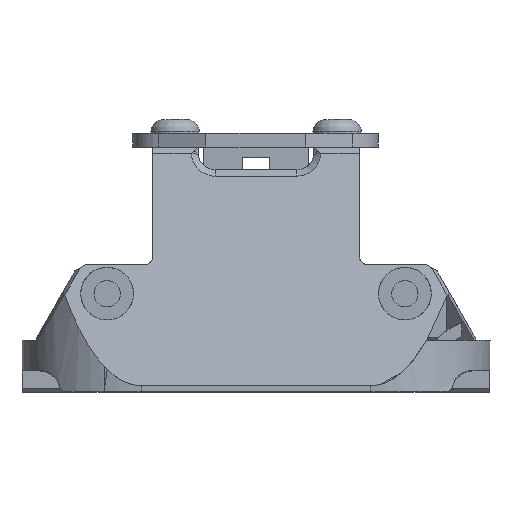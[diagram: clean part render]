
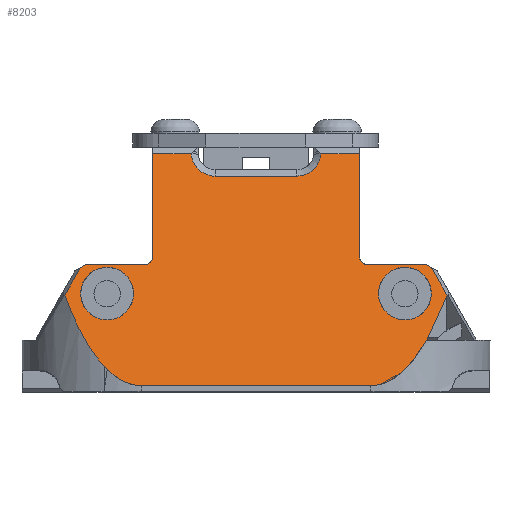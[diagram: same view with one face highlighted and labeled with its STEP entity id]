
A CAD part, top view. The second image highlights one B-rep face of the part: STEP entity #8203.
In plain terms, the highlighted face is planar.
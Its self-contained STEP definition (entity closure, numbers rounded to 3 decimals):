
#227=B_SPLINE_CURVE_WITH_KNOTS('',3,(#12061,#12062,#12063,#12064,#12065),
 .UNSPECIFIED.,.F.,.F.,(4,1,4),(0.,0.673,1.528),
 .UNSPECIFIED.);
#228=B_SPLINE_CURVE_WITH_KNOTS('',3,(#12069,#12070,#12071,#12072,#12073),
 .UNSPECIFIED.,.F.,.F.,(4,1,4),(-1.528,-0.898,0.),
 .UNSPECIFIED.);
#274=FACE_BOUND('',#1335,.T.);
#275=FACE_BOUND('',#1336,.T.);
#538=PLANE('',#8703);
#876=FACE_OUTER_BOUND('',#1334,.T.);
#1334=EDGE_LOOP('',(#5915,#5916,#5917,#5918,#5919,#5920,#5921,#5922,#5923,
#5924,#5925,#5926,#5927,#5928,#5929,#5930,#5931,#5932));
#1335=EDGE_LOOP('',(#5933));
#1336=EDGE_LOOP('',(#5934));
#1820=LINE('',#11645,#2737);
#1830=LINE('',#11672,#2747);
#1833=LINE('',#11679,#2750);
#1836=LINE('',#11685,#2753);
#1966=LINE('',#12029,#2883);
#1970=LINE('',#12047,#2887);
#1971=LINE('',#12050,#2888);
#1972=LINE('',#12052,#2889);
#1973=LINE('',#12056,#2890);
#1974=LINE('',#12059,#2891);
#1975=LINE('',#12067,#2892);
#1976=LINE('',#12074,#2893);
#2737=VECTOR('',#9343,10.);
#2747=VECTOR('',#9363,10.);
#2750=VECTOR('',#9368,10.);
#2753=VECTOR('',#9373,10.);
#2883=VECTOR('',#9611,10.);
#2887=VECTOR('',#9619,10.);
#2888=VECTOR('',#9622,10.);
#2889=VECTOR('',#9623,10.);
#2890=VECTOR('',#9626,10.);
#2891=VECTOR('',#9629,10.);
#2892=VECTOR('',#9630,10.);
#2893=VECTOR('',#9631,10.);
#3650=ELLIPSE('',#8638,1.046,1.);
#3652=ELLIPSE('',#8642,1.046,1.);
#3661=ELLIPSE('',#8704,47.885,14.);
#3662=ELLIPSE('',#8705,47.885,14.);
#3663=ELLIPSE('',#8706,3.242,3.1);
#3664=ELLIPSE('',#8707,3.242,3.1);
#3695=VERTEX_POINT('',#11633);
#3696=VERTEX_POINT('',#11635);
#3699=VERTEX_POINT('',#11643);
#3702=VERTEX_POINT('',#11650);
#3703=VERTEX_POINT('',#11652);
#3711=VERTEX_POINT('',#11670);
#3714=VERTEX_POINT('',#11678);
#3716=VERTEX_POINT('',#11684);
#3857=VERTEX_POINT('',#12026);
#3858=VERTEX_POINT('',#12028);
#3862=VERTEX_POINT('',#12049);
#3863=VERTEX_POINT('',#12051);
#3864=VERTEX_POINT('',#12053);
#3865=VERTEX_POINT('',#12055);
#3866=VERTEX_POINT('',#12058);
#3867=VERTEX_POINT('',#12060);
#3868=VERTEX_POINT('',#12066);
#3869=VERTEX_POINT('',#12068);
#3870=VERTEX_POINT('',#12075);
#3871=VERTEX_POINT('',#12077);
#4483=EDGE_CURVE('',#3695,#3696,#3650,.T.);
#4488=EDGE_CURVE('',#3695,#3699,#1820,.T.);
#4491=EDGE_CURVE('',#3702,#3703,#3652,.T.);
#4501=EDGE_CURVE('',#3702,#3711,#1830,.T.);
#4504=EDGE_CURVE('',#3714,#3703,#1833,.T.);
#4507=EDGE_CURVE('',#3716,#3696,#1836,.T.);
#4669=EDGE_CURVE('',#3857,#3858,#1966,.T.);
#4675=EDGE_CURVE('',#3857,#3716,#1970,.T.);
#4676=EDGE_CURVE('',#3862,#3711,#1971,.T.);
#4677=EDGE_CURVE('',#3863,#3862,#1972,.T.);
#4678=EDGE_CURVE('',#3864,#3863,#3661,.T.);
#4679=EDGE_CURVE('',#3865,#3864,#1973,.T.);
#4680=EDGE_CURVE('',#3858,#3865,#3662,.T.);
#4681=EDGE_CURVE('',#3866,#3699,#1974,.T.);
#4682=EDGE_CURVE('',#3867,#3866,#227,.T.);
#4683=EDGE_CURVE('',#3868,#3867,#1975,.T.);
#4684=EDGE_CURVE('',#3869,#3868,#228,.T.);
#4685=EDGE_CURVE('',#3714,#3869,#1976,.T.);
#4686=EDGE_CURVE('',#3870,#3870,#3663,.F.);
#4687=EDGE_CURVE('',#3871,#3871,#3664,.F.);
#5915=ORIENTED_EDGE('',*,*,#4501,.T.);
#5916=ORIENTED_EDGE('',*,*,#4676,.F.);
#5917=ORIENTED_EDGE('',*,*,#4677,.F.);
#5918=ORIENTED_EDGE('',*,*,#4678,.F.);
#5919=ORIENTED_EDGE('',*,*,#4679,.F.);
#5920=ORIENTED_EDGE('',*,*,#4680,.F.);
#5921=ORIENTED_EDGE('',*,*,#4669,.F.);
#5922=ORIENTED_EDGE('',*,*,#4675,.T.);
#5923=ORIENTED_EDGE('',*,*,#4507,.T.);
#5924=ORIENTED_EDGE('',*,*,#4483,.F.);
#5925=ORIENTED_EDGE('',*,*,#4488,.T.);
#5926=ORIENTED_EDGE('',*,*,#4681,.F.);
#5927=ORIENTED_EDGE('',*,*,#4682,.F.);
#5928=ORIENTED_EDGE('',*,*,#4683,.F.);
#5929=ORIENTED_EDGE('',*,*,#4684,.F.);
#5930=ORIENTED_EDGE('',*,*,#4685,.F.);
#5931=ORIENTED_EDGE('',*,*,#4504,.T.);
#5932=ORIENTED_EDGE('',*,*,#4491,.F.);
#5933=ORIENTED_EDGE('',*,*,#4686,.T.);
#5934=ORIENTED_EDGE('',*,*,#4687,.T.);
#8203=ADVANCED_FACE('',(#876,#274,#275),#538,.F.);
#8638=AXIS2_PLACEMENT_3D('',#11636,#9335,#9336);
#8642=AXIS2_PLACEMENT_3D('',#11653,#9349,#9350);
#8703=AXIS2_PLACEMENT_3D('',#12048,#9620,#9621);
#8704=AXIS2_PLACEMENT_3D('',#12054,#9624,#9625);
#8705=AXIS2_PLACEMENT_3D('',#12057,#9627,#9628);
#8706=AXIS2_PLACEMENT_3D('',#12076,#9632,#9633);
#8707=AXIS2_PLACEMENT_3D('',#12078,#9634,#9635);
#9335=DIRECTION('center_axis',(0.,-0.956,
0.292));
#9336=DIRECTION('ref_axis',(0.,-0.292,-0.956));
#9343=DIRECTION('',(0.,0.292,0.956));
#9349=DIRECTION('center_axis',(0.,-0.956,
0.292));
#9350=DIRECTION('ref_axis',(0.,-0.292,-0.956));
#9363=DIRECTION('',(-1.,0.,0.));
#9368=DIRECTION('',(0.,-0.292,-0.956));
#9373=DIRECTION('',(-1.,0.,0.));
#9611=DIRECTION('',(0.48,-0.257,-0.839));
#9619=DIRECTION('',(-0.855,0.152,0.496));
#9620=DIRECTION('center_axis',(0.,0.956,
-0.292));
#9621=DIRECTION('ref_axis',(-1.,0.,0.));
#9622=DIRECTION('',(0.855,0.152,0.496));
#9623=DIRECTION('',(0.48,0.257,0.839));
#9624=DIRECTION('center_axis',(0.,0.956,
-0.292));
#9625=DIRECTION('ref_axis',(0.,-0.292,-0.956));
#9626=DIRECTION('',(-1.,0.,0.));
#9627=DIRECTION('center_axis',(0.,0.956,
-0.292));
#9628=DIRECTION('ref_axis',(0.,-0.292,-0.956));
#9629=DIRECTION('',(1.,0.,0.));
#9630=DIRECTION('',(1.,0.,0.));
#9631=DIRECTION('',(1.,0.,0.));
#9632=DIRECTION('center_axis',(0.,-0.956,
0.292));
#9633=DIRECTION('ref_axis',(0.,0.292,0.956));
#9634=DIRECTION('center_axis',(0.,-0.956,
0.292));
#9635=DIRECTION('ref_axis',(0.,0.292,0.956));
#11633=CARTESIAN_POINT('',(12.14,-142.206,86.578));
#11635=CARTESIAN_POINT('',(13.14,-142.512,85.578));
#11636=CARTESIAN_POINT('Origin',(13.14,-142.206,86.578));
#11643=CARTESIAN_POINT('',(12.14,-138.519,98.637));
#11645=CARTESIAN_POINT('',(12.14,-139.69,94.807));
#11650=CARTESIAN_POINT('',(-13.14,-142.512,85.578));
#11652=CARTESIAN_POINT('',(-12.14,-142.206,86.578));
#11653=CARTESIAN_POINT('Origin',(-13.14,-142.206,86.578));
#11670=CARTESIAN_POINT('',(-20.017,-142.512,85.578));
#11672=CARTESIAN_POINT('',(8.599,-142.512,85.578));
#11678=CARTESIAN_POINT('',(-12.14,-138.519,98.637));
#11679=CARTESIAN_POINT('',(-12.14,-139.69,94.807));
#11684=CARTESIAN_POINT('',(20.017,-142.512,85.578));
#11685=CARTESIAN_POINT('',(8.599,-142.512,85.578));
#12026=CARTESIAN_POINT('',(20.61,-142.617,85.234));
#12028=CARTESIAN_POINT('',(22.465,-143.61,81.987));
#12029=CARTESIAN_POINT('',(13.783,-138.965,97.18));
#12047=CARTESIAN_POINT('',(8.695,-140.503,92.148));
#12048=CARTESIAN_POINT('Origin',(-0.003,-139.951,
93.955));
#12049=CARTESIAN_POINT('',(-20.618,-142.618,85.229));
#12050=CARTESIAN_POINT('',(-8.698,-140.503,92.147));
#12051=CARTESIAN_POINT('',(-22.471,-143.61,81.987));
#12052=CARTESIAN_POINT('',(-13.789,-138.965,97.18));
#12053=CARTESIAN_POINT('',(-13.503,-146.859,71.359));
#12054=CARTESIAN_POINT('Origin',(-13.503,-132.859,117.152));
#12055=CARTESIAN_POINT('',(13.497,-146.859,71.359));
#12056=CARTESIAN_POINT('',(-6.753,-146.859,71.359));
#12057=CARTESIAN_POINT('Origin',(13.497,-132.859,117.152));
#12058=CARTESIAN_POINT('',(7.61,-138.519,98.637));
#12059=CARTESIAN_POINT('',(-0.001,-138.519,98.637));
#12060=CARTESIAN_POINT('',(4.812,-139.329,95.988));
#12061=CARTESIAN_POINT('Ctrl Pts',(4.812,-139.329,95.988));
#12062=CARTESIAN_POINT('Ctrl Pts',(5.449,-139.329,95.988));
#12063=CARTESIAN_POINT('Ctrl Pts',(6.89,-139.173,96.498));
#12064=CARTESIAN_POINT('Ctrl Pts',(7.575,-138.757,97.86));
#12065=CARTESIAN_POINT('Ctrl Pts',(7.609,-138.519,98.637));
#12066=CARTESIAN_POINT('',(-4.812,-139.329,95.988));
#12067=CARTESIAN_POINT('',(-5.294,-139.329,95.988));
#12068=CARTESIAN_POINT('',(-7.61,-138.519,98.637));
#12069=CARTESIAN_POINT('Ctrl Pts',(-7.61,-138.519,
98.637));
#12070=CARTESIAN_POINT('Ctrl Pts',(-7.585,-138.695,
98.063));
#12071=CARTESIAN_POINT('Ctrl Pts',(-7.079,-139.116,96.685));
#12072=CARTESIAN_POINT('Ctrl Pts',(-5.661,-139.329,
95.988));
#12073=CARTESIAN_POINT('Ctrl Pts',(-4.812,-139.329,
95.988));
#12074=CARTESIAN_POINT('',(-0.001,-138.519,98.637));
#12075=CARTESIAN_POINT('',(-14.4,-143.552,82.176));
#12076=CARTESIAN_POINT('Origin',(-17.5,-143.552,82.176));
#12077=CARTESIAN_POINT('',(14.4,-143.552,82.176));
#12078=CARTESIAN_POINT('Origin',(17.5,-143.552,82.176));
